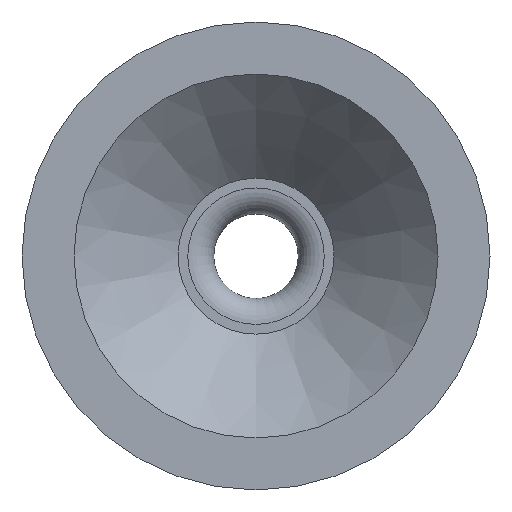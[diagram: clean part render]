
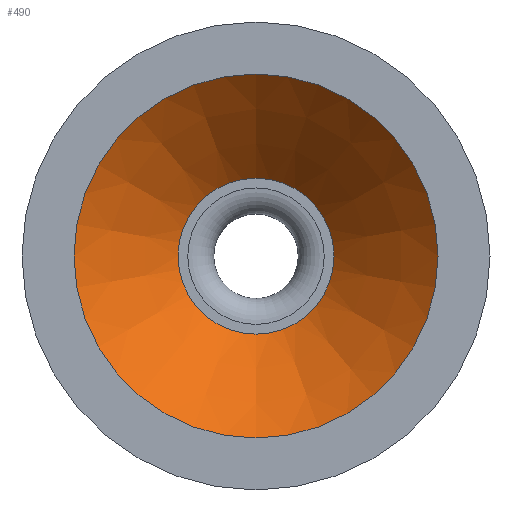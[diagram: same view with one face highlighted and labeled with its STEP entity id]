
A CAD part, top view. The second image highlights one B-rep face of the part: STEP entity #490.
In plain terms, the highlighted conical face has half-angle 45 degrees and reference radius 7 mm.
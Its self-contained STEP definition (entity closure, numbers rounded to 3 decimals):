
#327 = PLANE('',#328);
#328 = AXIS2_PLACEMENT_3D('',#329,#330,#331);
#329 = CARTESIAN_POINT('',(0.,0.,8.));
#330 = DIRECTION('',(0.,0.,1.));
#331 = DIRECTION('',(0.,-1.,0.));
#410 = PLANE('',#411);
#411 = AXIS2_PLACEMENT_3D('',#412,#413,#414);
#412 = CARTESIAN_POINT('',(0.,0.,4.));
#413 = DIRECTION('',(0.,0.,-1.));
#414 = DIRECTION('',(0.,1.,0.));
#425 = EDGE_CURVE('',#426,#426,#428,.T.);
#426 = VERTEX_POINT('',#427);
#427 = CARTESIAN_POINT('',(0.,7.,8.));
#428 = SURFACE_CURVE('',#429,(#434,#445),.PCURVE_S1.);
#429 = CIRCLE('',#430,7.);
#430 = AXIS2_PLACEMENT_3D('',#431,#432,#433);
#431 = CARTESIAN_POINT('',(0.,0.,8.));
#432 = DIRECTION('',(0.,0.,-1.));
#433 = DIRECTION('',(0.,1.,0.));
#434 = PCURVE('',#327,#435);
#435 = DEFINITIONAL_REPRESENTATION('',(#436),#444);
#436 = ( BOUNDED_CURVE() B_SPLINE_CURVE(2,(#437,#438,#439,#440,#441,#442
,#443),.UNSPECIFIED.,.T.,.F.) B_SPLINE_CURVE_WITH_KNOTS((1,2,2,2,2,1),(
    -2.094,0.,2.094,4.189,6.283,
8.378),.UNSPECIFIED.) CURVE() GEOMETRIC_REPRESENTATION_ITEM() 
RATIONAL_B_SPLINE_CURVE((1.,0.5,1.,0.5,1.,0.5,1.)) REPRESENTATION_ITEM(
  '') );
#437 = CARTESIAN_POINT('',(-7.,0.));
#438 = CARTESIAN_POINT('',(-7.,12.124));
#439 = CARTESIAN_POINT('',(3.5,6.062));
#440 = CARTESIAN_POINT('',(14.,0.));
#441 = CARTESIAN_POINT('',(3.5,-6.062));
#442 = CARTESIAN_POINT('',(-7.,-12.124));
#443 = CARTESIAN_POINT('',(-7.,0.));
#444 = ( GEOMETRIC_REPRESENTATION_CONTEXT(2) 
PARAMETRIC_REPRESENTATION_CONTEXT() REPRESENTATION_CONTEXT('2D SPACE',''
  ) );
#445 = PCURVE('',#446,#451);
#446 = CONICAL_SURFACE('',#447,7.,0.785);
#447 = AXIS2_PLACEMENT_3D('',#448,#449,#450);
#448 = CARTESIAN_POINT('',(0.,0.,8.));
#449 = DIRECTION('',(0.,0.,1.));
#450 = DIRECTION('',(0.,1.,0.));
#451 = DEFINITIONAL_REPRESENTATION('',(#452),#456);
#452 = LINE('',#453,#454);
#453 = CARTESIAN_POINT('',(-0.,-0.));
#454 = VECTOR('',#455,1.);
#455 = DIRECTION('',(-1.,-0.));
#456 = ( GEOMETRIC_REPRESENTATION_CONTEXT(2) 
PARAMETRIC_REPRESENTATION_CONTEXT() REPRESENTATION_CONTEXT('2D SPACE',''
  ) );
#467 = EDGE_CURVE('',#468,#468,#470,.T.);
#468 = VERTEX_POINT('',#469);
#469 = CARTESIAN_POINT('',(0.,3.,4.));
#470 = SURFACE_CURVE('',#471,(#476,#483),.PCURVE_S1.);
#471 = CIRCLE('',#472,3.);
#472 = AXIS2_PLACEMENT_3D('',#473,#474,#475);
#473 = CARTESIAN_POINT('',(0.,0.,4.));
#474 = DIRECTION('',(0.,0.,-1.));
#475 = DIRECTION('',(0.,1.,0.));
#476 = PCURVE('',#410,#477);
#477 = DEFINITIONAL_REPRESENTATION('',(#478),#482);
#478 = CIRCLE('',#479,3.);
#479 = AXIS2_PLACEMENT_2D('',#480,#481);
#480 = CARTESIAN_POINT('',(0.,0.));
#481 = DIRECTION('',(1.,0.));
#482 = ( GEOMETRIC_REPRESENTATION_CONTEXT(2) 
PARAMETRIC_REPRESENTATION_CONTEXT() REPRESENTATION_CONTEXT('2D SPACE',''
  ) );
#483 = PCURVE('',#446,#484);
#484 = DEFINITIONAL_REPRESENTATION('',(#485),#489);
#485 = LINE('',#486,#487);
#486 = CARTESIAN_POINT('',(-0.,-4.));
#487 = VECTOR('',#488,1.);
#488 = DIRECTION('',(-1.,-0.));
#489 = ( GEOMETRIC_REPRESENTATION_CONTEXT(2) 
PARAMETRIC_REPRESENTATION_CONTEXT() REPRESENTATION_CONTEXT('2D SPACE',''
  ) );
#490 = ADVANCED_FACE('',(#491),#446,.F.);
#491 = FACE_BOUND('',#492,.F.);
#492 = EDGE_LOOP('',(#493,#494,#515,#516));
#493 = ORIENTED_EDGE('',*,*,#425,.T.);
#494 = ORIENTED_EDGE('',*,*,#495,.T.);
#495 = EDGE_CURVE('',#426,#468,#496,.T.);
#496 = SEAM_CURVE('',#497,(#501,#508),.PCURVE_S1.);
#497 = LINE('',#498,#499);
#498 = CARTESIAN_POINT('',(0.,7.,8.));
#499 = VECTOR('',#500,1.);
#500 = DIRECTION('',(0.,-0.707,-0.707)
  );
#501 = PCURVE('',#446,#502);
#502 = DEFINITIONAL_REPRESENTATION('',(#503),#507);
#503 = LINE('',#504,#505);
#504 = CARTESIAN_POINT('',(-6.283,-0.));
#505 = VECTOR('',#506,1.);
#506 = DIRECTION('',(-0.,-1.));
#507 = ( GEOMETRIC_REPRESENTATION_CONTEXT(2) 
PARAMETRIC_REPRESENTATION_CONTEXT() REPRESENTATION_CONTEXT('2D SPACE',''
  ) );
#508 = PCURVE('',#446,#509);
#509 = DEFINITIONAL_REPRESENTATION('',(#510),#514);
#510 = LINE('',#511,#512);
#511 = CARTESIAN_POINT('',(-0.,-0.));
#512 = VECTOR('',#513,1.);
#513 = DIRECTION('',(-0.,-1.));
#514 = ( GEOMETRIC_REPRESENTATION_CONTEXT(2) 
PARAMETRIC_REPRESENTATION_CONTEXT() REPRESENTATION_CONTEXT('2D SPACE',''
  ) );
#515 = ORIENTED_EDGE('',*,*,#467,.F.);
#516 = ORIENTED_EDGE('',*,*,#495,.F.);
